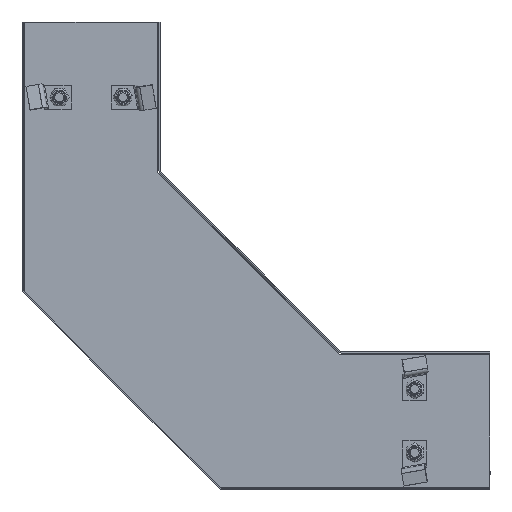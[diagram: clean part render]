
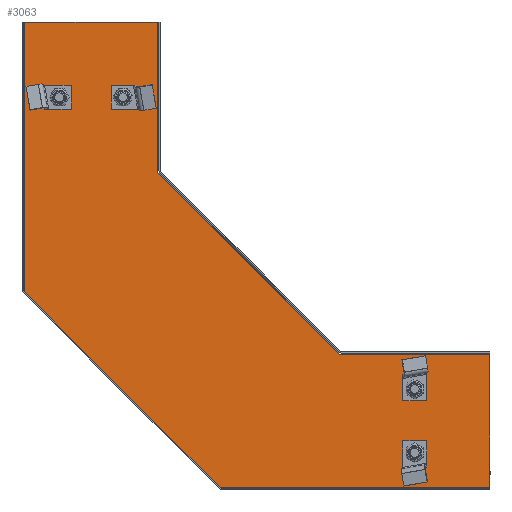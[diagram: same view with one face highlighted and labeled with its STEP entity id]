
A CAD part, front view. The second image highlights one B-rep face of the part: STEP entity #3063.
In plain terms, the highlighted planar face has unit normal (0, -1, 0).
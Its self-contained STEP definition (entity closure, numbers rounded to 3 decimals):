
#51 = CARTESIAN_POINT ( 'NONE',  ( 0., -1., -203. ) ) ;
#52 = CARTESIAN_POINT ( 'NONE',  ( 350., -1., -350. ) ) ;
#130 = EDGE_CURVE ( 'NONE', #1908, #5481, #4597, .T. ) ;
#202 = CARTESIAN_POINT ( 'NONE',  ( 100., -1., 0. ) ) ;
#217 = AXIS2_PLACEMENT_3D ( 'NONE', #2386, #5793, #370 ) ;
#219 = CARTESIAN_POINT ( 'NONE',  ( 293.5, -1., -267.75 ) ) ;
#240 = EDGE_CURVE ( 'NONE', #4462, #5690, #4519, .T. ) ;
#241 = AXIS2_PLACEMENT_3D ( 'NONE', #669, #2636, #4554 ) ;
#271 = CIRCLE ( 'NONE', #241, 8.25 ) ;
#276 = DIRECTION ( 'NONE',  ( 0., 0., -1. ) ) ;
#302 = LINE ( 'NONE', #4932, #4438 ) ;
#367 = CARTESIAN_POINT ( 'NONE',  ( 293.5, -1., -276. ) ) ;
#370 = DIRECTION ( 'NONE',  ( 0., 0., 1. ) ) ;
#371 = VERTEX_POINT ( 'NONE', #4440 ) ;
#382 = CARTESIAN_POINT ( 'NONE',  ( 0., -1., 0. ) ) ;
#410 = ORIENTED_EDGE ( 'NONE', *, *, #5282, .T. ) ;
#425 = FACE_BOUND ( 'NONE', #1892, .T. ) ;
#469 = EDGE_CURVE ( 'NONE', #4912, #3085, #3079, .T. ) ;
#498 = EDGE_CURVE ( 'NONE', #2863, #1089, #2390, .T. ) ;
#590 = LINE ( 'NONE', #2218, #2683 ) ;
#669 = CARTESIAN_POINT ( 'NONE',  ( 293.5, -1., -324. ) ) ;
#698 = CARTESIAN_POINT ( 'NONE',  ( 293.5, -1., -315.75 ) ) ;
#726 = CARTESIAN_POINT ( 'NONE',  ( 237., -1., -250. ) ) ;
#856 = VERTEX_POINT ( 'NONE', #2464 ) ;
#862 = DIRECTION ( 'NONE',  ( -0.707, 0., 0.707 ) ) ;
#1089 = VERTEX_POINT ( 'NONE', #6043 ) ;
#1161 = DIRECTION ( 'NONE',  ( -1., 0., 0. ) ) ;
#1211 = AXIS2_PLACEMENT_3D ( 'NONE', #367, #6226, #5770 ) ;
#1376 = DIRECTION ( 'NONE',  ( 0., -1., 0. ) ) ;
#1405 = DIRECTION ( 'NONE',  ( 0., 0., 1. ) ) ;
#1411 = ORIENTED_EDGE ( 'NONE', *, *, #1936, .F. ) ;
#1433 = ORIENTED_EDGE ( 'NONE', *, *, #240, .T. ) ;
#1454 = CARTESIAN_POINT ( 'NONE',  ( 74., -1., -56.5 ) ) ;
#1513 = AXIS2_PLACEMENT_3D ( 'NONE', #3822, #2825, #1405 ) ;
#1595 = FACE_OUTER_BOUND ( 'NONE', #1748, .T. ) ;
#1670 = VERTEX_POINT ( 'NONE', #3863 ) ;
#1688 = ORIENTED_EDGE ( 'NONE', *, *, #2252, .T. ) ;
#1713 = VECTOR ( 'NONE', #276, 1000. ) ;
#1748 = EDGE_LOOP ( 'NONE', ( #5173, #5909, #2575, #3923, #4918, #3212, #2726, #1411 ) ) ;
#1873 = AXIS2_PLACEMENT_3D ( 'NONE', #5386, #3470, #6304 ) ;
#1892 = EDGE_LOOP ( 'NONE', ( #4548, #5572 ) ) ;
#1905 = CIRCLE ( 'NONE', #2255, 8.25 ) ;
#1908 = VERTEX_POINT ( 'NONE', #6150 ) ;
#1936 = EDGE_CURVE ( 'NONE', #3085, #1670, #590, .T. ) ;
#1985 = EDGE_CURVE ( 'NONE', #1089, #2832, #302, .T. ) ;
#2103 = EDGE_CURVE ( 'NONE', #3068, #2863, #3518, .T. ) ;
#2218 = CARTESIAN_POINT ( 'NONE',  ( 0., -1., 0. ) ) ;
#2250 = DIRECTION ( 'NONE',  ( 0.707, 0., -0.707 ) ) ;
#2252 = EDGE_CURVE ( 'NONE', #856, #5046, #5568, .T. ) ;
#2255 = AXIS2_PLACEMENT_3D ( 'NONE', #4325, #3364, #3832 ) ;
#2328 = LINE ( 'NONE', #202, #1713 ) ;
#2386 = CARTESIAN_POINT ( 'NONE',  ( 74., -1., -56.5 ) ) ;
#2390 = LINE ( 'NONE', #726, #5748 ) ;
#2392 = VECTOR ( 'NONE', #862, 1000. ) ;
#2416 = VERTEX_POINT ( 'NONE', #3446 ) ;
#2430 = DIRECTION ( 'NONE',  ( 0., 0., 1. ) ) ;
#2463 = LINE ( 'NONE', #3562, #3622 ) ;
#2464 = CARTESIAN_POINT ( 'NONE',  ( 26., -1., -64.75 ) ) ;
#2571 = VERTEX_POINT ( 'NONE', #219 ) ;
#2575 = ORIENTED_EDGE ( 'NONE', *, *, #5723, .F. ) ;
#2581 = FACE_BOUND ( 'NONE', #5942, .T. ) ;
#2586 = AXIS2_PLACEMENT_3D ( 'NONE', #382, #1376, #4791 ) ;
#2602 = CARTESIAN_POINT ( 'NONE',  ( 0., -1., 0. ) ) ;
#2636 = DIRECTION ( 'NONE',  ( 0., 1., 0. ) ) ;
#2683 = VECTOR ( 'NONE', #3712, 1000. ) ;
#2687 = EDGE_CURVE ( 'NONE', #5481, #1908, #5945, .T. ) ;
#2726 = ORIENTED_EDGE ( 'NONE', *, *, #4771, .F. ) ;
#2739 = FACE_BOUND ( 'NONE', #3161, .T. ) ;
#2782 = VECTOR ( 'NONE', #5564, 1000. ) ;
#2825 = DIRECTION ( 'NONE',  ( 0., 1., 0. ) ) ;
#2832 = VERTEX_POINT ( 'NONE', #52 ) ;
#2855 = CARTESIAN_POINT ( 'NONE',  ( 0., -1., -203. ) ) ;
#2863 = VERTEX_POINT ( 'NONE', #3484 ) ;
#2906 = DIRECTION ( 'NONE',  ( 0., 0., 1. ) ) ;
#3063 = ADVANCED_FACE ( 'NONE', ( #425, #3581, #2739, #2581, #1595 ), #3328, .T. ) ;
#3068 = VERTEX_POINT ( 'NONE', #6177 ) ;
#3079 = LINE ( 'NONE', #2602, #2782 ) ;
#3085 = VERTEX_POINT ( 'NONE', #5804 ) ;
#3161 = EDGE_LOOP ( 'NONE', ( #4866, #1433 ) ) ;
#3163 = EDGE_CURVE ( 'NONE', #5046, #856, #1905, .T. ) ;
#3212 = ORIENTED_EDGE ( 'NONE', *, *, #2103, .F. ) ;
#3233 = CIRCLE ( 'NONE', #1873, 8.25 ) ;
#3239 = DIRECTION ( 'NONE',  ( 0., 0., -1. ) ) ;
#3328 = PLANE ( 'NONE',  #2586 ) ;
#3364 = DIRECTION ( 'NONE',  ( 0., 1., 0. ) ) ;
#3406 = EDGE_CURVE ( 'NONE', #5690, #4462, #271, .T. ) ;
#3446 = CARTESIAN_POINT ( 'NONE',  ( 147., -1., -350. ) ) ;
#3470 = DIRECTION ( 'NONE',  ( 0., 1., 0. ) ) ;
#3484 = CARTESIAN_POINT ( 'NONE',  ( 237., -1., -250. ) ) ;
#3518 = LINE ( 'NONE', #3811, #6183 ) ;
#3523 = ORIENTED_EDGE ( 'NONE', *, *, #5917, .T. ) ;
#3562 = CARTESIAN_POINT ( 'NONE',  ( 147., -1., -350. ) ) ;
#3581 = FACE_BOUND ( 'NONE', #4698, .T. ) ;
#3622 = VECTOR ( 'NONE', #1161, 1000. ) ;
#3712 = DIRECTION ( 'NONE',  ( 1., 0., 0. ) ) ;
#3742 = DIRECTION ( 'NONE',  ( 1., 0., 0. ) ) ;
#3811 = CARTESIAN_POINT ( 'NONE',  ( 100., -1., -113. ) ) ;
#3822 = CARTESIAN_POINT ( 'NONE',  ( 293.5, -1., -324. ) ) ;
#3832 = DIRECTION ( 'NONE',  ( 0., 0., 1. ) ) ;
#3863 = CARTESIAN_POINT ( 'NONE',  ( 100., -1., 0. ) ) ;
#3896 = CARTESIAN_POINT ( 'NONE',  ( 26., -1., -56.5 ) ) ;
#3923 = ORIENTED_EDGE ( 'NONE', *, *, #1985, .F. ) ;
#4275 = DIRECTION ( 'NONE',  ( 0., 1., 0. ) ) ;
#4325 = CARTESIAN_POINT ( 'NONE',  ( 26., -1., -56.5 ) ) ;
#4438 = VECTOR ( 'NONE', #3239, 1000. ) ;
#4440 = CARTESIAN_POINT ( 'NONE',  ( 293.5, -1., -284.25 ) ) ;
#4462 = VERTEX_POINT ( 'NONE', #5373 ) ;
#4469 = AXIS2_PLACEMENT_3D ( 'NONE', #3896, #5849, #2906 ) ;
#4519 = CIRCLE ( 'NONE', #1513, 8.25 ) ;
#4532 = CIRCLE ( 'NONE', #1211, 8.25 ) ;
#4548 = ORIENTED_EDGE ( 'NONE', *, *, #130, .T. ) ;
#4554 = DIRECTION ( 'NONE',  ( 0., 0., 1. ) ) ;
#4597 = CIRCLE ( 'NONE', #217, 8.25 ) ;
#4698 = EDGE_LOOP ( 'NONE', ( #5549, #1688 ) ) ;
#4771 = EDGE_CURVE ( 'NONE', #1670, #3068, #2328, .T. ) ;
#4791 = DIRECTION ( 'NONE',  ( 0., 0., -1. ) ) ;
#4866 = ORIENTED_EDGE ( 'NONE', *, *, #3406, .T. ) ;
#4912 = VERTEX_POINT ( 'NONE', #51 ) ;
#4918 = ORIENTED_EDGE ( 'NONE', *, *, #498, .F. ) ;
#4932 = CARTESIAN_POINT ( 'NONE',  ( 350., -1., -250. ) ) ;
#5046 = VERTEX_POINT ( 'NONE', #6017 ) ;
#5173 = ORIENTED_EDGE ( 'NONE', *, *, #469, .F. ) ;
#5282 = EDGE_CURVE ( 'NONE', #371, #2571, #4532, .T. ) ;
#5323 = EDGE_CURVE ( 'NONE', #2416, #4912, #6290, .T. ) ;
#5373 = CARTESIAN_POINT ( 'NONE',  ( 293.5, -1., -332.25 ) ) ;
#5386 = CARTESIAN_POINT ( 'NONE',  ( 293.5, -1., -276. ) ) ;
#5481 = VERTEX_POINT ( 'NONE', #6330 ) ;
#5549 = ORIENTED_EDGE ( 'NONE', *, *, #3163, .T. ) ;
#5564 = DIRECTION ( 'NONE',  ( 0., 0., 1. ) ) ;
#5568 = CIRCLE ( 'NONE', #4469, 8.25 ) ;
#5572 = ORIENTED_EDGE ( 'NONE', *, *, #2687, .T. ) ;
#5690 = VERTEX_POINT ( 'NONE', #698 ) ;
#5723 = EDGE_CURVE ( 'NONE', #2832, #2416, #2463, .T. ) ;
#5748 = VECTOR ( 'NONE', #3742, 1000. ) ;
#5770 = DIRECTION ( 'NONE',  ( 0., 0., 1. ) ) ;
#5793 = DIRECTION ( 'NONE',  ( 0., 1., 0. ) ) ;
#5804 = CARTESIAN_POINT ( 'NONE',  ( 0., -1., 0. ) ) ;
#5849 = DIRECTION ( 'NONE',  ( 0., 1., 0. ) ) ;
#5909 = ORIENTED_EDGE ( 'NONE', *, *, #5323, .F. ) ;
#5917 = EDGE_CURVE ( 'NONE', #2571, #371, #3233, .T. ) ;
#5942 = EDGE_LOOP ( 'NONE', ( #3523, #410 ) ) ;
#5945 = CIRCLE ( 'NONE', #6310, 8.25 ) ;
#6017 = CARTESIAN_POINT ( 'NONE',  ( 26., -1., -48.25 ) ) ;
#6043 = CARTESIAN_POINT ( 'NONE',  ( 350., -1., -250. ) ) ;
#6150 = CARTESIAN_POINT ( 'NONE',  ( 74., -1., -48.25 ) ) ;
#6177 = CARTESIAN_POINT ( 'NONE',  ( 100., -1., -113. ) ) ;
#6183 = VECTOR ( 'NONE', #2250, 1000. ) ;
#6226 = DIRECTION ( 'NONE',  ( 0., 1., 0. ) ) ;
#6290 = LINE ( 'NONE', #2855, #2392 ) ;
#6304 = DIRECTION ( 'NONE',  ( 0., 0., 1. ) ) ;
#6310 = AXIS2_PLACEMENT_3D ( 'NONE', #1454, #4275, #2430 ) ;
#6330 = CARTESIAN_POINT ( 'NONE',  ( 74., -1., -64.75 ) ) ;
